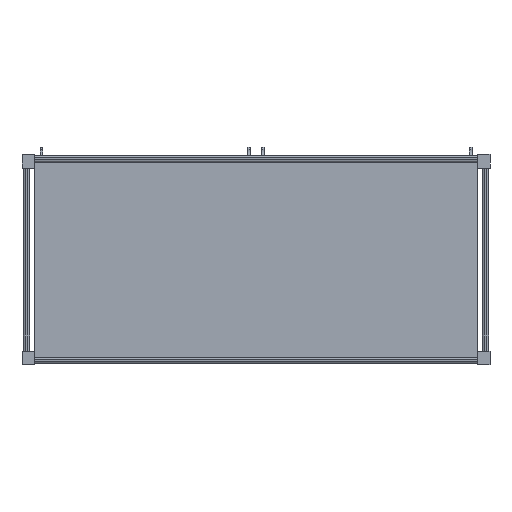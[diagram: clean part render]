
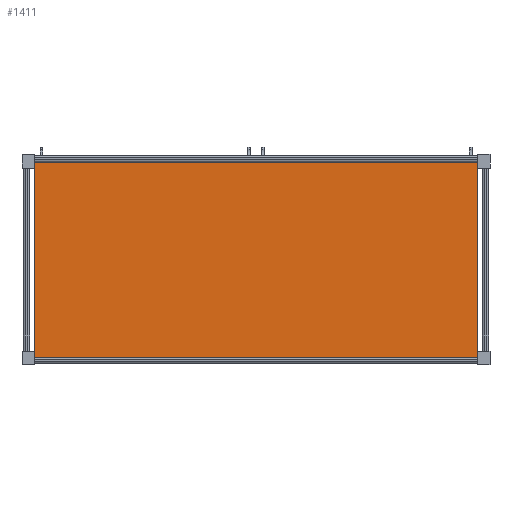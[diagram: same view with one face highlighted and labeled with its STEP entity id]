
A CAD part, front view. The second image highlights one B-rep face of the part: STEP entity #1411.
In plain terms, the highlighted planar face has unit normal (0, -1, 0).
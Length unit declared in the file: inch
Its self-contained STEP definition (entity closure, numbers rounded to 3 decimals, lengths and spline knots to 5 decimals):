
#280=FACE_OUTER_BOUND('',#361,.T.);
#361=EDGE_LOOP('',(#1095,#1096,#1097,#1098));
#456=LINE('',#2390,#573);
#460=LINE('',#2398,#577);
#463=LINE('',#2404,#580);
#466=LINE('',#2409,#583);
#573=VECTOR('',#1923,0.3937);
#577=VECTOR('',#1929,0.3937);
#580=VECTOR('',#1934,0.3937);
#583=VECTOR('',#1939,0.3937);
#686=VERTEX_POINT('',#2388);
#687=VERTEX_POINT('',#2389);
#690=VERTEX_POINT('',#2397);
#692=VERTEX_POINT('',#2403);
#828=EDGE_CURVE('',#686,#687,#456,.T.);
#832=EDGE_CURVE('',#687,#690,#460,.T.);
#835=EDGE_CURVE('',#690,#692,#463,.T.);
#838=EDGE_CURVE('',#692,#686,#466,.T.);
#1095=ORIENTED_EDGE('',*,*,#838,.T.);
#1096=ORIENTED_EDGE('',*,*,#828,.T.);
#1097=ORIENTED_EDGE('',*,*,#832,.T.);
#1098=ORIENTED_EDGE('',*,*,#835,.T.);
#1363=PLANE('',#1656);
#1411=ADVANCED_FACE('',(#280),#1363,.F.);
#1656=AXIS2_PLACEMENT_3D('',#2411,#1941,#1942);
#1923=DIRECTION('',(0.,0.,-1.));
#1929=DIRECTION('',(1.,0.,0.));
#1934=DIRECTION('',(0.,0.,1.));
#1939=DIRECTION('',(-1.,0.,0.));
#1941=DIRECTION('center_axis',(0.,1.,0.));
#1942=DIRECTION('ref_axis',(0.,0.,1.));
#2388=CARTESIAN_POINT('',(-40.,0.,17.625));
#2389=CARTESIAN_POINT('',(-40.,0.,-17.625));
#2390=CARTESIAN_POINT('',(-40.,0.,17.625));
#2397=CARTESIAN_POINT('',(40.,0.,-17.625));
#2398=CARTESIAN_POINT('',(-40.,0.,-17.625));
#2403=CARTESIAN_POINT('',(40.,0.,17.625));
#2404=CARTESIAN_POINT('',(40.,0.,-17.625));
#2409=CARTESIAN_POINT('',(40.,0.,17.625));
#2411=CARTESIAN_POINT('Origin',(0.,0.,0.));
